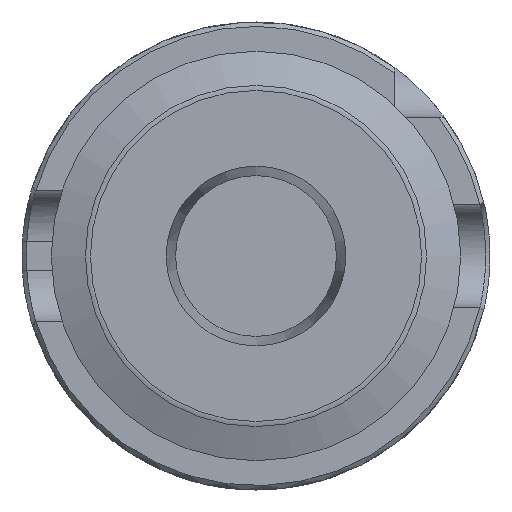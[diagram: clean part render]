
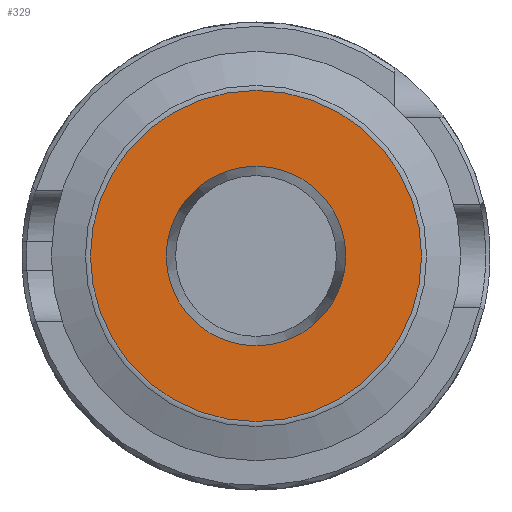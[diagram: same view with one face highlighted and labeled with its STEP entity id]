
A CAD part, left-side view. The second image highlights one B-rep face of the part: STEP entity #329.
In plain terms, the highlighted planar face has unit normal (-1, 0, 0).
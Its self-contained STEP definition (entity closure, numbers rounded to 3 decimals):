
#99=FACE_BOUND('',#557,.T.);
#100=FACE_BOUND('',#558,.T.);
#329=ADVANCED_FACE('',(#99,#100),#371,.T.);
#371=PLANE('',#1744);
#557=EDGE_LOOP('',(#1060));
#558=EDGE_LOOP('',(#1061));
#634=CIRCLE('',#1737,6.141);
#637=CIRCLE('',#1743,11.324);
#1060=ORIENTED_EDGE('',*,*,#1432,.F.);
#1061=ORIENTED_EDGE('',*,*,#1435,.F.);
#1217=VERTEX_POINT('',#3238);
#1220=VERTEX_POINT('',#3247);
#1432=EDGE_CURVE('',#1217,#1217,#634,.T.);
#1435=EDGE_CURVE('',#1220,#1220,#637,.T.);
#1737=AXIS2_PLACEMENT_3D('',#3237,#2127,#2128);
#1743=AXIS2_PLACEMENT_3D('',#3246,#2139,#2140);
#1744=AXIS2_PLACEMENT_3D('',#3248,#2141,#2142);
#2127=DIRECTION('',(-1.,0.,0.));
#2128=DIRECTION('',(0.,-1.,0.));
#2139=DIRECTION('',(1.,0.,0.));
#2140=DIRECTION('',(0.,1.,0.));
#2141=DIRECTION('',(-1.,0.,0.));
#2142=DIRECTION('',(0.,-1.,0.));
#3237=CARTESIAN_POINT('',(-10.,0.,0.));
#3238=CARTESIAN_POINT('',(-10.,-6.141,0.));
#3246=CARTESIAN_POINT('',(-10.,0.,0.));
#3247=CARTESIAN_POINT('',(-10.,11.324,0.));
#3248=CARTESIAN_POINT('',(-10.,-11.324,0.));
